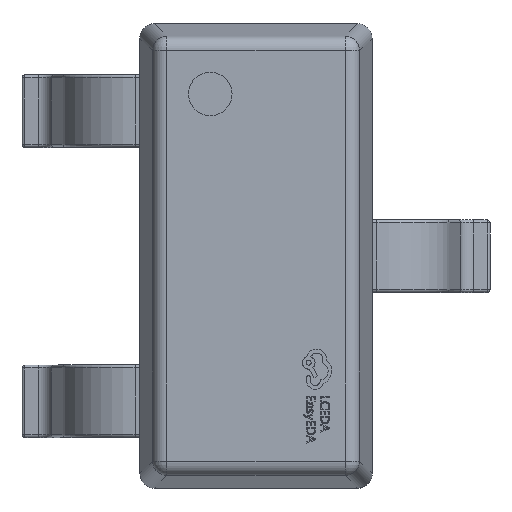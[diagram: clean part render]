
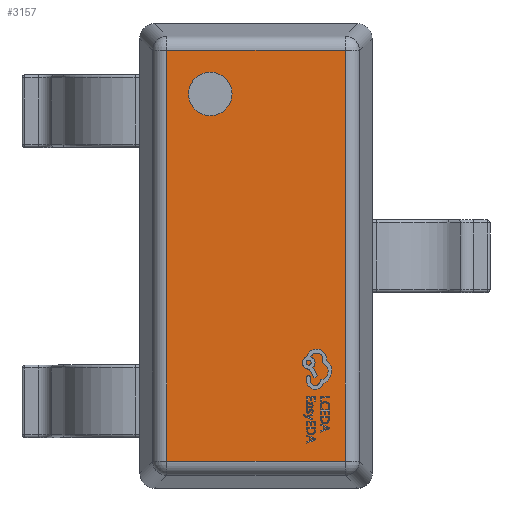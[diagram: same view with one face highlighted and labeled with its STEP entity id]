
A CAD part, top view. The second image highlights one B-rep face of the part: STEP entity #3157.
In plain terms, the highlighted planar face has unit normal (0, 0, 1).
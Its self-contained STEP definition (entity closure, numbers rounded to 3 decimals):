
#39 = ORIENTED_EDGE ( 'NONE', *, *, #14638, .F. ) ;
#169 = CARTESIAN_POINT ( 'NONE',  ( -0.158, 0.558, 1. ) ) ;
#916 = CIRCLE ( 'NONE', #12859, 0.075 ) ;
#1794 = VERTEX_POINT ( 'NONE', #10466 ) ;
#2116 = VERTEX_POINT ( 'NONE', #7394 ) ;
#2226 = PLANE ( 'NONE',  #2349 ) ;
#2250 = EDGE_CURVE ( 'NONE', #16874, #2116, #14205, .T. ) ;
#2349 = AXIS2_PLACEMENT_3D ( 'NONE', #12172, #10722, #17756 ) ;
#2701 = DIRECTION ( 'NONE',  ( 1., 0., 0. ) ) ;
#3113 = LINE ( 'NONE', #10507, #7733 ) ;
#3129 = EDGE_CURVE ( 'NONE', #11704, #1794, #15831, .T. ) ;
#3157 = ADVANCED_FACE ( 'NONE', ( #6682, #18431 ), #2226, .T. ) ;
#3222 = CARTESIAN_POINT ( 'NONE',  ( -0.233, 0.558, 1. ) ) ;
#3475 = VERTEX_POINT ( 'NONE', #6071 ) ;
#3552 = DIRECTION ( 'NONE',  ( 0., 1., 0. ) ) ;
#4184 = CARTESIAN_POINT ( 'NONE',  ( -0.308, 0., 1. ) ) ;
#4452 = LINE ( 'NONE', #4184, #6522 ) ;
#5410 = VECTOR ( 'NONE', #17261, 1000. ) ;
#6071 = CARTESIAN_POINT ( 'NONE',  ( -0.308, -0.708, 1. ) ) ;
#6208 = DIRECTION ( 'NONE',  ( 1., 0., 0. ) ) ;
#6522 = VECTOR ( 'NONE', #7406, 1000. ) ;
#6583 = EDGE_CURVE ( 'NONE', #3475, #8496, #3113, .T. ) ;
#6682 = FACE_BOUND ( 'NONE', #18884, .T. ) ;
#7393 = AXIS2_PLACEMENT_3D ( 'NONE', #169, #13704, #6208 ) ;
#7394 = CARTESIAN_POINT ( 'NONE',  ( -0.308, 0.708, 1. ) ) ;
#7406 = DIRECTION ( 'NONE',  ( 0., -1., 0. ) ) ;
#7706 = EDGE_LOOP ( 'NONE', ( #13027, #12410, #18351, #11839 ) ) ;
#7733 = VECTOR ( 'NONE', #13489, 1000. ) ;
#8221 = VECTOR ( 'NONE', #3552, 1000. ) ;
#8496 = VERTEX_POINT ( 'NONE', #16710 ) ;
#9169 = ORIENTED_EDGE ( 'NONE', *, *, #3129, .F. ) ;
#10326 = EDGE_CURVE ( 'NONE', #2116, #3475, #4452, .T. ) ;
#10466 = CARTESIAN_POINT ( 'NONE',  ( -0.083, 0.558, 1. ) ) ;
#10507 = CARTESIAN_POINT ( 'NONE',  ( 0., -0.708, 1. ) ) ;
#10722 = DIRECTION ( 'NONE',  ( 0., 0., 1. ) ) ;
#10902 = CARTESIAN_POINT ( 'NONE',  ( 0., 0.708, 1. ) ) ;
#10997 = CARTESIAN_POINT ( 'NONE',  ( 0.308, 0., 1. ) ) ;
#11704 = VERTEX_POINT ( 'NONE', #3222 ) ;
#11839 = ORIENTED_EDGE ( 'NONE', *, *, #6583, .T. ) ;
#12172 = CARTESIAN_POINT ( 'NONE',  ( 0., 0., 1. ) ) ;
#12410 = ORIENTED_EDGE ( 'NONE', *, *, #2250, .T. ) ;
#12450 = LINE ( 'NONE', #10997, #8221 ) ;
#12859 = AXIS2_PLACEMENT_3D ( 'NONE', #14574, #16031, #2701 ) ;
#13027 = ORIENTED_EDGE ( 'NONE', *, *, #16294, .T. ) ;
#13489 = DIRECTION ( 'NONE',  ( 1., 0., 0. ) ) ;
#13704 = DIRECTION ( 'NONE',  ( 0., 0., 1. ) ) ;
#14205 = LINE ( 'NONE', #10902, #5410 ) ;
#14574 = CARTESIAN_POINT ( 'NONE',  ( -0.158, 0.558, 1. ) ) ;
#14638 = EDGE_CURVE ( 'NONE', #1794, #11704, #916, .T. ) ;
#15831 = CIRCLE ( 'NONE', #7393, 0.075 ) ;
#16031 = DIRECTION ( 'NONE',  ( 0., 0., 1. ) ) ;
#16294 = EDGE_CURVE ( 'NONE', #8496, #16874, #12450, .T. ) ;
#16710 = CARTESIAN_POINT ( 'NONE',  ( 0.308, -0.708, 1. ) ) ;
#16752 = CARTESIAN_POINT ( 'NONE',  ( 0.308, 0.708, 1. ) ) ;
#16874 = VERTEX_POINT ( 'NONE', #16752 ) ;
#17261 = DIRECTION ( 'NONE',  ( -1., 0., 0. ) ) ;
#17756 = DIRECTION ( 'NONE',  ( 1., 0., 0. ) ) ;
#18351 = ORIENTED_EDGE ( 'NONE', *, *, #10326, .T. ) ;
#18431 = FACE_OUTER_BOUND ( 'NONE', #7706, .T. ) ;
#18884 = EDGE_LOOP ( 'NONE', ( #39, #9169 ) ) ;
